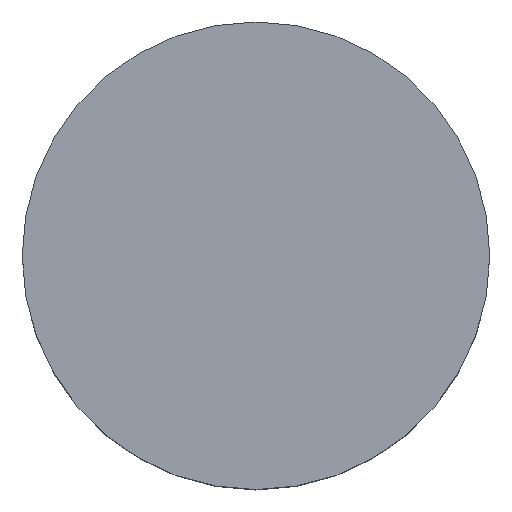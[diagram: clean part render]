
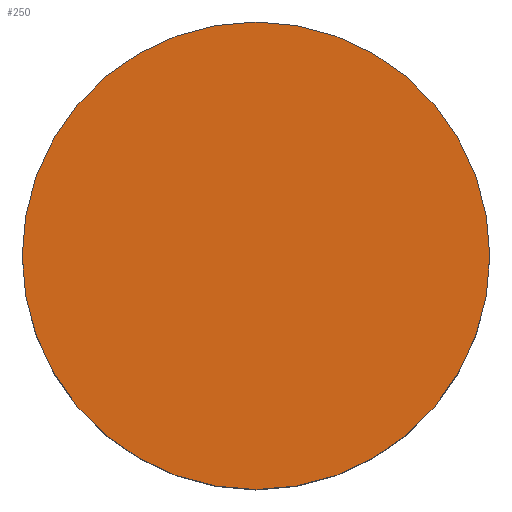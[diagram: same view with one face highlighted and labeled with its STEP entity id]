
A CAD part, top view. The second image highlights one B-rep face of the part: STEP entity #250.
In plain terms, the highlighted planar face has unit normal (0, 0, 1).
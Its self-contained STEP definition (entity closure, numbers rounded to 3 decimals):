
#2 = CARTESIAN_POINT ( 'NONE',  ( 0., 0., 0. ) ) ;
#6 = CIRCLE ( 'NONE', #79, 3. ) ;
#30 = DIRECTION ( 'NONE',  ( 1., 0., 0. ) ) ;
#49 = EDGE_LOOP ( 'NONE', ( #118, #169 ) ) ;
#51 = DIRECTION ( 'NONE',  ( 1., 0., 0. ) ) ;
#57 = DIRECTION ( 'NONE',  ( 0., 0., 1. ) ) ;
#79 = AXIS2_PLACEMENT_3D ( 'NONE', #178, #348, #294 ) ;
#116 = EDGE_CURVE ( 'NONE', #334, #227, #6, .T. ) ;
#118 = ORIENTED_EDGE ( 'NONE', *, *, #195, .T. ) ;
#132 = CARTESIAN_POINT ( 'NONE',  ( 0., 0., 0. ) ) ;
#138 = CARTESIAN_POINT ( 'NONE',  ( 3., 0., 0. ) ) ;
#162 = FACE_OUTER_BOUND ( 'NONE', #49, .T. ) ;
#165 = CARTESIAN_POINT ( 'NONE',  ( -3., 0., 0. ) ) ;
#169 = ORIENTED_EDGE ( 'NONE', *, *, #116, .T. ) ;
#178 = CARTESIAN_POINT ( 'NONE',  ( 0., 0., 0. ) ) ;
#184 = CIRCLE ( 'NONE', #206, 3. ) ;
#187 = AXIS2_PLACEMENT_3D ( 'NONE', #2, #57, #30 ) ;
#195 = EDGE_CURVE ( 'NONE', #227, #334, #184, .T. ) ;
#206 = AXIS2_PLACEMENT_3D ( 'NONE', #132, #316, #51 ) ;
#227 = VERTEX_POINT ( 'NONE', #138 ) ;
#250 = ADVANCED_FACE ( 'NONE', ( #162 ), #273, .T. ) ;
#273 = PLANE ( 'NONE',  #187 ) ;
#294 = DIRECTION ( 'NONE',  ( 1., 0., 0. ) ) ;
#316 = DIRECTION ( 'NONE',  ( 0., 0., 1. ) ) ;
#334 = VERTEX_POINT ( 'NONE', #165 ) ;
#348 = DIRECTION ( 'NONE',  ( 0., 0., 1. ) ) ;
